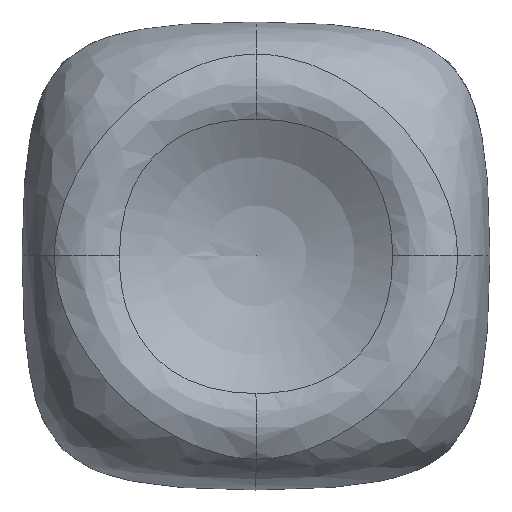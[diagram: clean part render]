
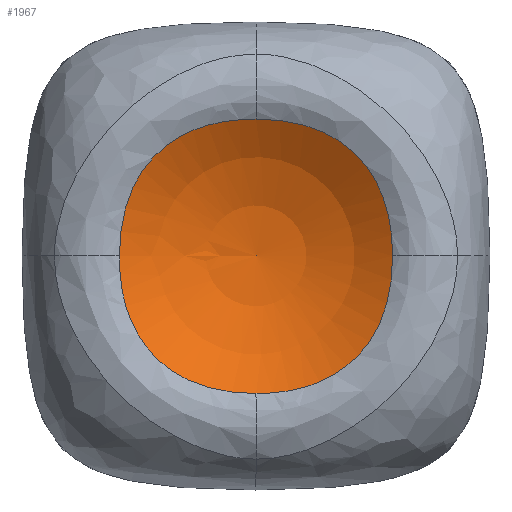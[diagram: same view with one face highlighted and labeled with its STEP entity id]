
A CAD part, top view. The second image highlights one B-rep face of the part: STEP entity #1967.
In plain terms, the highlighted spherical face has radius 9.5 mm.
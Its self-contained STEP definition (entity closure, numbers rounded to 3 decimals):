
#20=SPHERICAL_SURFACE('',#2183,9.5);
#317=FACE_OUTER_BOUND('',#442,.T.);
#442=EDGE_LOOP('',(#1763,#1764,#1765,#1766,#1767,#1768,#1769));
#598=CIRCLE('',#2184,9.5);
#675=B_SPLINE_CURVE_WITH_KNOTS('',3,(#6934,#6935,#6936,#6937,#6938,#6939,
#6940),.UNSPECIFIED.,.F.,.F.,(4,1,1,1,4),(0.,0.146,0.438,
0.73,1.022),.UNSPECIFIED.);
#677=B_SPLINE_CURVE_WITH_KNOTS('',3,(#6986,#6987,#6988,#6989),
 .UNSPECIFIED.,.F.,.F.,(4,4),(0.,0.),.UNSPECIFIED.);
#678=B_SPLINE_CURVE_WITH_KNOTS('',3,(#6990,#6991,#6992,#6993,#6994,#6995,
#6996),.UNSPECIFIED.,.F.,.F.,(4,1,1,1,4),(0.,0.146,
0.437,0.728,1.019),.UNSPECIFIED.);
#679=B_SPLINE_CURVE_WITH_KNOTS('',3,(#7034,#7035,#7036,#7037,#7038,#7039,
#7040),.UNSPECIFIED.,.F.,.F.,(4,1,1,1,4),(0.,0.291,0.582,
0.728,1.019),.UNSPECIFIED.);
#680=B_SPLINE_CURVE_WITH_KNOTS('',3,(#7076,#7077,#7078,#7079,#7080,#7081,
#7082),.UNSPECIFIED.,.F.,.F.,(4,1,1,1,4),(0.,0.146,
0.438,0.73,1.022),.UNSPECIFIED.);
#858=VERTEX_POINT('',#6922);
#860=VERTEX_POINT('',#6932);
#861=VERTEX_POINT('',#6976);
#862=VERTEX_POINT('',#6985);
#863=VERTEX_POINT('',#7032);
#864=VERTEX_POINT('',#7132);
#1158=EDGE_CURVE('',#860,#858,#675,.T.);
#1161=EDGE_CURVE('',#858,#862,#677,.T.);
#1162=EDGE_CURVE('',#862,#861,#678,.T.);
#1164=EDGE_CURVE('',#861,#863,#679,.T.);
#1165=EDGE_CURVE('',#863,#860,#680,.T.);
#1167=EDGE_CURVE('',#864,#862,#598,.T.);
#1763=ORIENTED_EDGE('',*,*,#1158,.F.);
#1764=ORIENTED_EDGE('',*,*,#1165,.F.);
#1765=ORIENTED_EDGE('',*,*,#1164,.F.);
#1766=ORIENTED_EDGE('',*,*,#1162,.F.);
#1767=ORIENTED_EDGE('',*,*,#1167,.F.);
#1768=ORIENTED_EDGE('',*,*,#1167,.T.);
#1769=ORIENTED_EDGE('',*,*,#1161,.F.);
#1967=ADVANCED_FACE('',(#317),#20,.F.);
#2183=AXIS2_PLACEMENT_3D('',#7131,#2649,#2650);
#2184=AXIS2_PLACEMENT_3D('',#7133,#2651,#2652);
#2649=DIRECTION('center_axis',(0.,0.,1.));
#2650=DIRECTION('ref_axis',(1.,0.,0.));
#2651=DIRECTION('center_axis',(0.,1.,0.));
#2652=DIRECTION('ref_axis',(-1.,0.,0.));
#6922=CARTESIAN_POINT('',(-5.233,-0.004,4.571));
#6932=CARTESIAN_POINT('',(0.,-5.276,4.6));
#6934=CARTESIAN_POINT('Ctrl Pts',(0.,-5.276,
4.6));
#6935=CARTESIAN_POINT('Ctrl Pts',(-0.402,-5.276,4.6));
#6936=CARTESIAN_POINT('Ctrl Pts',(-1.599,-5.191,4.63));
#6937=CARTESIAN_POINT('Ctrl Pts',(-3.559,-4.474,4.779));
#6938=CARTESIAN_POINT('Ctrl Pts',(-5.032,-2.434,4.686));
#6939=CARTESIAN_POINT('Ctrl Pts',(-5.234,-0.808,
4.572));
#6940=CARTESIAN_POINT('Ctrl Pts',(-5.233,-0.004,
4.571));
#6976=CARTESIAN_POINT('',(0.,5.233,4.571));
#6985=CARTESIAN_POINT('',(-5.233,0.,4.571));
#6986=CARTESIAN_POINT('Ctrl Pts',(-5.233,-0.004,
4.571));
#6987=CARTESIAN_POINT('Ctrl Pts',(-5.233,-0.003,
4.571));
#6988=CARTESIAN_POINT('Ctrl Pts',(-5.233,-0.001,
4.571));
#6989=CARTESIAN_POINT('Ctrl Pts',(-5.233,0.,
4.571));
#6990=CARTESIAN_POINT('Ctrl Pts',(-5.233,0.,
4.571));
#6991=CARTESIAN_POINT('Ctrl Pts',(-5.232,0.399,4.57));
#6992=CARTESIAN_POINT('Ctrl Pts',(-5.147,1.59,4.6));
#6993=CARTESIAN_POINT('Ctrl Pts',(-4.449,3.547,4.76));
#6994=CARTESIAN_POINT('Ctrl Pts',(-2.422,5.025,4.678));
#6995=CARTESIAN_POINT('Ctrl Pts',(-0.801,5.233,4.571));
#6996=CARTESIAN_POINT('Ctrl Pts',(0.,5.233,
4.571));
#7032=CARTESIAN_POINT('',(5.233,-0.004,4.571));
#7034=CARTESIAN_POINT('Ctrl Pts',(0.,5.233,
4.571));
#7035=CARTESIAN_POINT('Ctrl Pts',(0.801,5.233,4.571));
#7036=CARTESIAN_POINT('Ctrl Pts',(2.423,5.02,4.677));
#7037=CARTESIAN_POINT('Ctrl Pts',(4.109,3.798,4.747));
#7038=CARTESIAN_POINT('Ctrl Pts',(5.061,2.007,4.642));
#7039=CARTESIAN_POINT('Ctrl Pts',(5.231,0.798,4.57));
#7040=CARTESIAN_POINT('Ctrl Pts',(5.233,-0.004,
4.571));
#7076=CARTESIAN_POINT('Ctrl Pts',(5.233,-0.004,
4.571));
#7077=CARTESIAN_POINT('Ctrl Pts',(5.233,-0.406,4.572));
#7078=CARTESIAN_POINT('Ctrl Pts',(5.153,-1.603,4.606));
#7079=CARTESIAN_POINT('Ctrl Pts',(4.457,-3.567,4.773));
#7080=CARTESIAN_POINT('Ctrl Pts',(2.43,-5.06,4.703));
#7081=CARTESIAN_POINT('Ctrl Pts',(0.804,-5.276,4.6));
#7082=CARTESIAN_POINT('Ctrl Pts',(0.,-5.276,
4.6));
#7131=CARTESIAN_POINT('Origin',(0.,0.,12.5));
#7132=CARTESIAN_POINT('',(0.,0.,3.));
#7133=CARTESIAN_POINT('Origin',(0.,0.,12.5));
